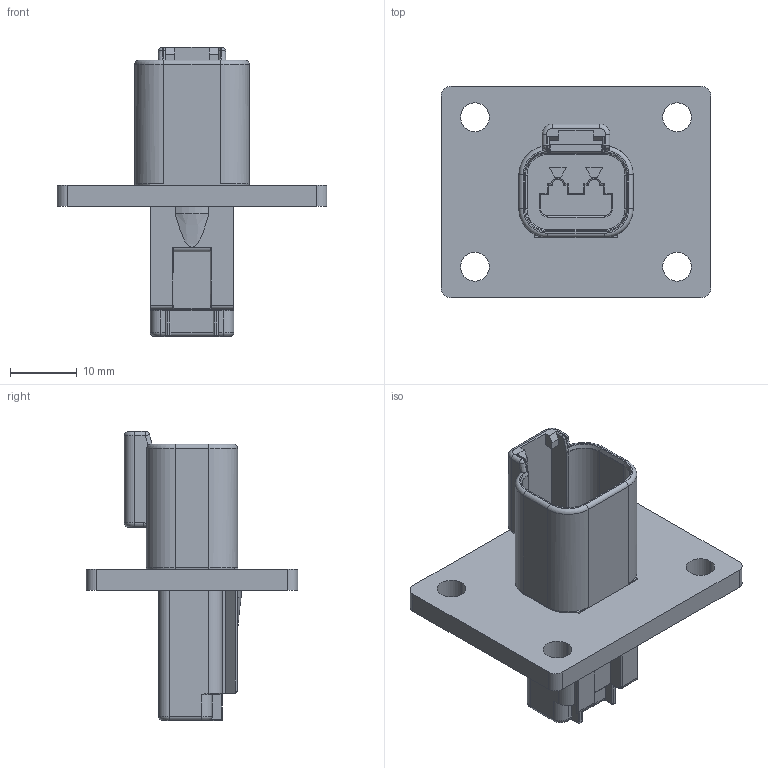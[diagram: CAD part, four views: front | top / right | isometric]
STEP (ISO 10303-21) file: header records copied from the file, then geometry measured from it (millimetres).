
FILE_DESCRIPTION((''),'2;1');
FILE_NAME('C-DT04-2P-L012','2013-06-24T',('workeradm'),('Tyco Electronics Ltd.'),'PRO/ENGINEER BY PARAMETRIC TECHNOLOGY CORPORATION, 2011490','PRO/ENGINEER BY PARAMETRIC TECHNOLOGY CORPORATION, 2011490','');
FILE_SCHEMA(('AUTOMOTIVE_DESIGN { 1 0 10303 214 1 1 1 1 }'));
Length unit declared in the file: millimetre
Products named in the file (1): C-DT04-2P-L012
Bounding box: 40.51 x 31.75 x 43.38 mm (x, y, z)
Volume: 7536.1 mm3; surface area: 6313.5 mm2
Topology: 1 solids, 1 shells, 285 faces, 703 edges, 428 vertices
Faces by surface type: cylinder 118, plane 104, torus 42, bspline 10, sphere 6, cone 5
Entity records: 9298 total; most frequent: CARTESIAN_POINT 2185, DIRECTION 1450, ORIENTED_EDGE 1406, EDGE_CURVE 703, AXIS2_PLACEMENT_3D 531, VERTEX_POINT 428, VECTOR 388, LINE 388
